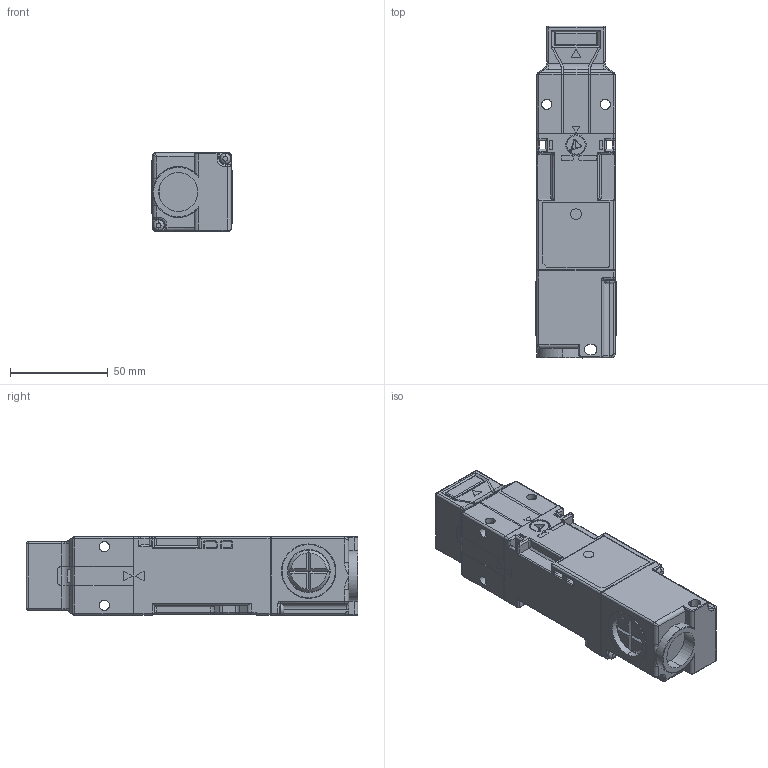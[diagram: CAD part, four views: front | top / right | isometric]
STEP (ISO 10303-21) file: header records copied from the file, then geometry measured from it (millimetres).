
FILE_DESCRIPTION (( 'STEP AP214' ), '1' );
FILE_NAME ('HS1T-xx[4][7Y]4ZSM.STEP', '2019-03-26T07:48:41', ( '' ), ( '' ), 'SwSTEP 2.0', 'SolidWorks 2017', '' );
FILE_SCHEMA (( 'AUTOMOTIVE_DESIGN' ));
Length unit declared in the file: millimetre
Products named in the file (6): HS1T-CV3_蹬怮椔; HS1E-PLUG_蹬怮椔; HS1T-UNLOCK-SCRW_蹬怮椔; HS1T-HEAD-CV_蹬怮椔; HS1T-CASE_蹬怮椔; HS1T-xx[4][7Y]4ZSM
Assembly tree (5 placements, depth 2):
  HS1T-xx[4][7Y]4ZSM
    HS1T-CASE_蹬怮椔
    HS1T-HEAD-CV_蹬怮椔
    HS1T-UNLOCK-SCRW_蹬怮椔
    HS1E-PLUG_蹬怮椔
    HS1T-CV3_蹬怮椔
Bounding box: 41 x 169.9 x 40 mm (x, y, z)
Volume: 237122.9 mm3; surface area: 42432.9 mm2
Topology: 5 solids, 5 shells, 784 faces, 1952 edges, 1166 vertices
Faces by surface type: plane 351, cylinder 285, bspline 122, cone 22, torus 4
Entity records: 30625 total; most frequent: CARTESIAN_POINT 12822, ORIENTED_EDGE 3830, DIRECTION 3459, EDGE_CURVE 1915, AXIS2_PLACEMENT_3D 1175, VERTEX_POINT 1166, LINE 1109, VECTOR 1109
